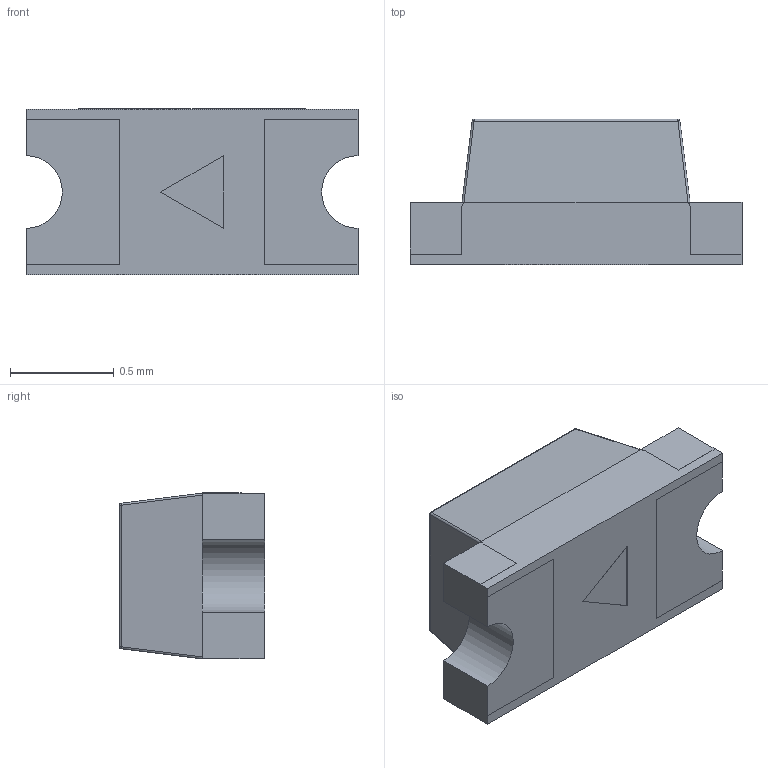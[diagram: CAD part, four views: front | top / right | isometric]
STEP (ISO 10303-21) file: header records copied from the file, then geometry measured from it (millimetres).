
FILE_DESCRIPTION (( 'STEP AP214' ), '1' );
FILE_NAME ('Part3.STEP', '2021-08-23T08:16:24', ( '' ), ( '' ), 'SwSTEP 2.0', 'SolidWorks 2018', '' );
FILE_SCHEMA (( 'AUTOMOTIVE_DESIGN' ));
Length unit declared in the file: millimetre
Products named in the file (1): Part3
Bounding box: 1.6 x 0.7 x 0.8 mm (x, y, z)
Volume: 0.7 mm3; surface area: 5.2 mm2
Topology: 1 solids, 1 shells, 52 faces, 139 edges, 86 vertices
Faces by surface type: plane 38, cylinder 10, sphere 4
Entity records: 2011 total; most frequent: CARTESIAN_POINT 322, ORIENTED_EDGE 270, DIRECTION 241, EDGE_CURVE 135, VECTOR 103, LINE 103, VERTEX_POINT 86, AXIS2_PLACEMENT_3D 69
